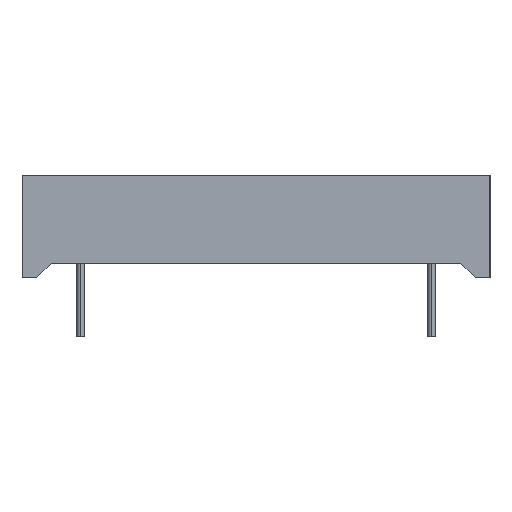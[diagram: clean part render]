
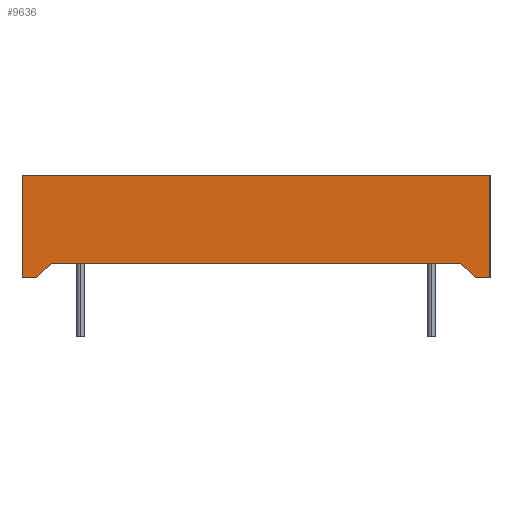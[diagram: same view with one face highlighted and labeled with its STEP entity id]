
A CAD part, left-side view. The second image highlights one B-rep face of the part: STEP entity #9636.
In plain terms, the highlighted planar face has unit normal (-1, 0, 0).
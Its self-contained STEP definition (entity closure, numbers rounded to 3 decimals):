
#31 = CARTESIAN_POINT ( 'NONE',  ( -16., -15., 0. ) ) ;
#52 = VECTOR ( 'NONE', #6939, 1000. ) ;
#145 = VECTOR ( 'NONE', #11578, 1000. ) ;
#237 = CARTESIAN_POINT ( 'NONE',  ( -16., 16., 7. ) ) ;
#262 = DIRECTION ( 'NONE',  ( 0., 0., -1. ) ) ;
#305 = EDGE_CURVE ( 'NONE', #13742, #8507, #16488, .T. ) ;
#1024 = VERTEX_POINT ( 'NONE', #15675 ) ;
#1383 = EDGE_CURVE ( 'NONE', #11297, #1024, #10954, .T. ) ;
#2149 = EDGE_CURVE ( 'NONE', #1024, #14620, #14517, .T. ) ;
#2477 = VECTOR ( 'NONE', #262, 1000. ) ;
#2563 = CARTESIAN_POINT ( 'NONE',  ( -16., 16., 0. ) ) ;
#2587 = ORIENTED_EDGE ( 'NONE', *, *, #13966, .T. ) ;
#2649 = EDGE_CURVE ( 'NONE', #11297, #13742, #7280, .T. ) ;
#2733 = CARTESIAN_POINT ( 'NONE',  ( -16., 16., 7. ) ) ;
#2794 = LINE ( 'NONE', #9129, #4561 ) ;
#3330 = CARTESIAN_POINT ( 'NONE',  ( -16., -16., 7. ) ) ;
#3343 = CARTESIAN_POINT ( 'NONE',  ( -16., -14., 1. ) ) ;
#3428 = FACE_OUTER_BOUND ( 'NONE', #4661, .T. ) ;
#3769 = EDGE_CURVE ( 'NONE', #17849, #7851, #12182, .T. ) ;
#3870 = ORIENTED_EDGE ( 'NONE', *, *, #2649, .F. ) ;
#3999 = ORIENTED_EDGE ( 'NONE', *, *, #14473, .T. ) ;
#4179 = VECTOR ( 'NONE', #8830, 1000. ) ;
#4561 = VECTOR ( 'NONE', #12066, 1000. ) ;
#4619 = LINE ( 'NONE', #31, #145 ) ;
#4661 = EDGE_LOOP ( 'NONE', ( #8533, #8367, #2587, #15320, #3870, #4998, #15039, #3999 ) ) ;
#4998 = ORIENTED_EDGE ( 'NONE', *, *, #1383, .T. ) ;
#5475 = CARTESIAN_POINT ( 'NONE',  ( -16., -16., 7. ) ) ;
#5746 = CARTESIAN_POINT ( 'NONE',  ( -16., 14., 1. ) ) ;
#6824 = LINE ( 'NONE', #17670, #15204 ) ;
#6939 = DIRECTION ( 'NONE',  ( 0., -1., 0. ) ) ;
#7280 = LINE ( 'NONE', #11303, #52 ) ;
#7851 = VERTEX_POINT ( 'NONE', #3343 ) ;
#8367 = ORIENTED_EDGE ( 'NONE', *, *, #16669, .T. ) ;
#8507 = VERTEX_POINT ( 'NONE', #18360 ) ;
#8533 = ORIENTED_EDGE ( 'NONE', *, *, #3769, .T. ) ;
#8830 = DIRECTION ( 'NONE',  ( 0., 0., -1. ) ) ;
#9129 = CARTESIAN_POINT ( 'NONE',  ( -16., 15., 0. ) ) ;
#9188 = VERTEX_POINT ( 'NONE', #11507 ) ;
#9323 = CARTESIAN_POINT ( 'NONE',  ( -16., 15., 0. ) ) ;
#9327 = VECTOR ( 'NONE', #9881, 1000. ) ;
#9636 = ADVANCED_FACE ( 'NONE', ( #3428 ), #9863, .F. ) ;
#9863 = PLANE ( 'NONE',  #11001 ) ;
#9881 = DIRECTION ( 'NONE',  ( 0., -1., 0. ) ) ;
#10617 = VECTOR ( 'NONE', #12768, 1000. ) ;
#10954 = LINE ( 'NONE', #237, #4179 ) ;
#11001 = AXIS2_PLACEMENT_3D ( 'NONE', #2733, #14218, #12759 ) ;
#11297 = VERTEX_POINT ( 'NONE', #14876 ) ;
#11303 = CARTESIAN_POINT ( 'NONE',  ( -16., 16., 7. ) ) ;
#11507 = CARTESIAN_POINT ( 'NONE',  ( -16., -15., 0. ) ) ;
#11578 = DIRECTION ( 'NONE',  ( 0., -0.707, -0.707 ) ) ;
#11963 = DIRECTION ( 'NONE',  ( 0., -1., 0. ) ) ;
#12066 = DIRECTION ( 'NONE',  ( 0., -0.707, 0.707 ) ) ;
#12182 = LINE ( 'NONE', #18647, #10617 ) ;
#12759 = DIRECTION ( 'NONE',  ( 0., 1., 0. ) ) ;
#12768 = DIRECTION ( 'NONE',  ( 0., -1., 0. ) ) ;
#13742 = VERTEX_POINT ( 'NONE', #5475 ) ;
#13966 = EDGE_CURVE ( 'NONE', #9188, #8507, #6824, .T. ) ;
#14218 = DIRECTION ( 'NONE',  ( 1., 0., 0. ) ) ;
#14473 = EDGE_CURVE ( 'NONE', #14620, #17849, #2794, .T. ) ;
#14517 = LINE ( 'NONE', #2563, #9327 ) ;
#14620 = VERTEX_POINT ( 'NONE', #9323 ) ;
#14876 = CARTESIAN_POINT ( 'NONE',  ( -16., 16., 7. ) ) ;
#15039 = ORIENTED_EDGE ( 'NONE', *, *, #2149, .T. ) ;
#15204 = VECTOR ( 'NONE', #11963, 1000. ) ;
#15320 = ORIENTED_EDGE ( 'NONE', *, *, #305, .F. ) ;
#15675 = CARTESIAN_POINT ( 'NONE',  ( -16., 16., 0. ) ) ;
#16488 = LINE ( 'NONE', #3330, #2477 ) ;
#16669 = EDGE_CURVE ( 'NONE', #7851, #9188, #4619, .T. ) ;
#17670 = CARTESIAN_POINT ( 'NONE',  ( -16., 16., 0. ) ) ;
#17849 = VERTEX_POINT ( 'NONE', #5746 ) ;
#18360 = CARTESIAN_POINT ( 'NONE',  ( -16., -16., 0. ) ) ;
#18647 = CARTESIAN_POINT ( 'NONE',  ( -16., 14., 1. ) ) ;
